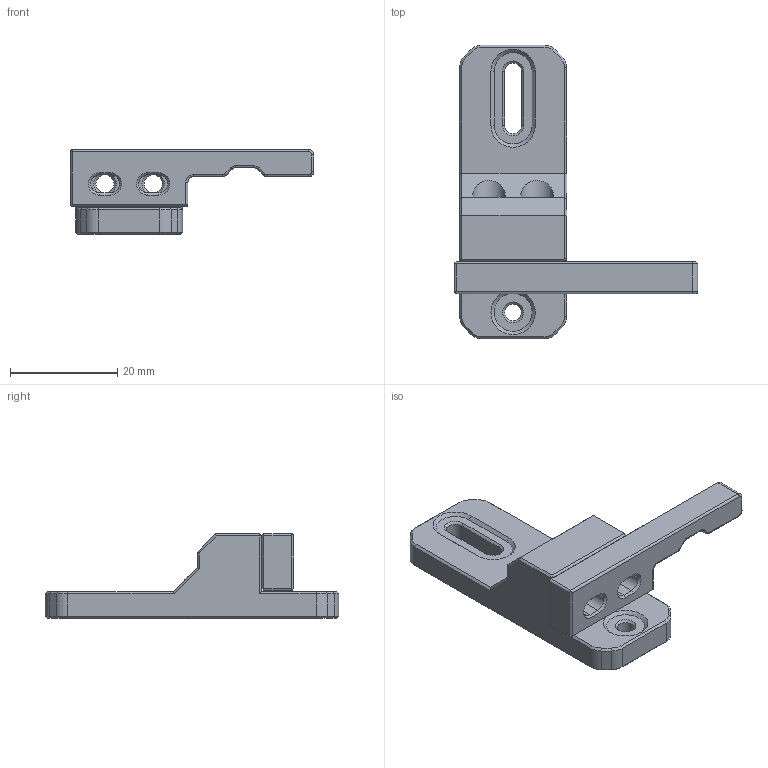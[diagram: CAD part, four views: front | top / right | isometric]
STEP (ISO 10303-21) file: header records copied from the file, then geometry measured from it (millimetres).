
FILE_DESCRIPTION(/* description */ (''),/* implementation_level */ '2;1');
FILE_NAME(/* name */ 'Mono.step',/* time_stamp */ '2026-02-08T08:13:50Z',/* author */ (''),/* organization */ (''),/* preprocessor_version */ 'ST-DEVELOPER v20.1',/* originating_system */ 'Autodesk Translation Framework v14.24.0.0',/* authorisation */ '');
FILE_SCHEMA (('AUTOMOTIVE_DESIGN { 1 0 10303 214 3 1 1 }'));
Length unit declared in the file: millimetre
Products named in the file (5): Doom 350 Full CAD; Blobifier, brush and cutter pin; Xol-Carriage_MGN12H_Monolith_BETA2 [assembly]; Depressor Arm Base; Depressor Arm
Assembly tree (4 placements, depth 4):
  Doom 350 Full CAD
    Blobifier, brush and cutter pin
      Xol-Carriage_MGN12H_Monolith_BETA2 [assembly]
        Depressor Arm Base
        Depressor Arm
Bounding box: 45.5 x 54.9 x 15.85 mm (x, y, z)
Volume: 9249.6 mm3; surface area: 5151.8 mm2
Topology: 2 solids, 2 shells, 187 faces, 444 edges, 264 vertices
Faces by surface type: plane 96, cone 41, cylinder 39, torus 7, bspline 4
Full cylindrical faces by diameter (mm): 3.1 x1, 3.4 x2, 4.7 x2
Entity records: 5993 total; most frequent: CARTESIAN_POINT 1117, DIRECTION 950, ORIENTED_EDGE 886, EDGE_CURVE 443, AXIS2_PLACEMENT_3D 329, LINE 292, VECTOR 292, VERTEX_POINT 264
